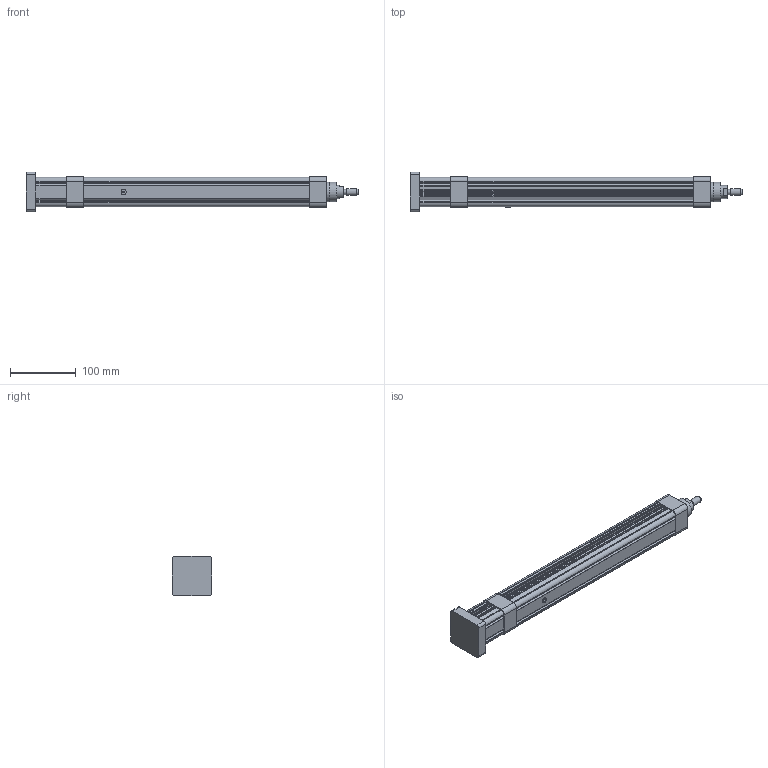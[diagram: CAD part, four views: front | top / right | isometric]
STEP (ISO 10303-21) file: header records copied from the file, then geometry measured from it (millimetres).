
FILE_DESCRIPTION(/* description */ ('Alibre Inc.'),/* implementation_level */ '2;1');
FILE_NAME(/* name */ 'export-A0828B4D-822D-4C08-BC8E-617D9BAF9D14',/* time_stamp */ '2024-03-09T14:30:29+01:00',/* author */ (''),/* organization */ (''),/* preprocessor_version */ 'ST-DEVELOPER v17',/* originating_system */ 'Alibre',/* authorisation */ '');
FILE_SCHEMA (('AUTOMOTIVE_DESIGN'));
Length unit declared in the file: millimetre
Products named in the file (6): 3201hr; ELEKTRO_ISO_15552_CIL3710320260__(223)_BARREL; 320511110hf; ELEKTRO_ISO_15552_CIL371032____542220_FLANGE; 3201260rod; 3710320260542220-(00)-0-0
Bounding box: 504 x 60 x 60 mm (x, y, z)
Volume: 685328.5 mm3; surface area: 185973.2 mm2
Topology: 5 solids, 5 shells, 374 faces, 976 edges, 649 vertices
Faces by surface type: plane 217, cylinder 143, cone 12, torus 2
Full cylindrical faces by diameter (mm): 3 x1, 4.917 x8, 6.35 x1, 8 x2, 8.35 x1, 9 x8, 10 x9, 20 x2, 20.5 x1, 29.7 x1, 30 x1, 32 x4
Entity records: 11357 total; most frequent: CARTESIAN_POINT 1997, ORIENTED_EDGE 1936, DIRECTION 1786, EDGE_CURVE 968, AXIS2_PLACEMENT_3D 673, VECTOR 659, LINE 659, VERTEX_POINT 649
